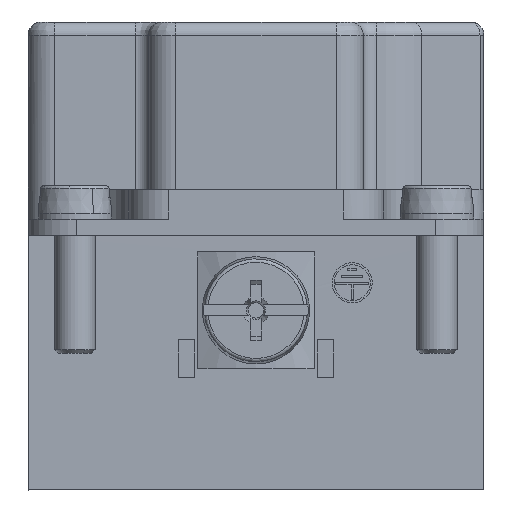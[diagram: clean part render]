
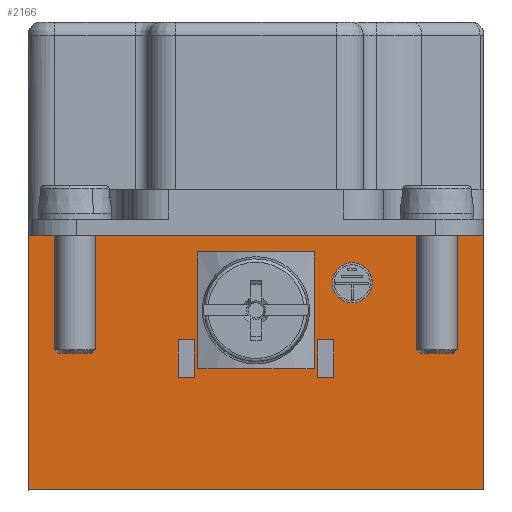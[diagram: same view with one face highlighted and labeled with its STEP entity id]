
A CAD part, front view. The second image highlights one B-rep face of the part: STEP entity #2166.
In plain terms, the highlighted planar face has unit normal (0, -1, 0).
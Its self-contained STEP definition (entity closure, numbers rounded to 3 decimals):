
#2166=ADVANCED_FACE('F1',(#8286,#8287,#8288,#8289,#8290),#3206,.F.);
#3206=PLANE('',#20330);
#3975=CIRCLE('',#20329,2.);
#4284=LINE('',#26119,#6244);
#4285=LINE('',#26122,#6245);
#4286=LINE('',#26124,#6246);
#4287=LINE('',#26126,#6247);
#4288=LINE('',#26127,#6248);
#4289=LINE('',#26130,#6249);
#4290=LINE('',#26132,#6250);
#4291=LINE('',#26134,#6251);
#4292=LINE('',#26135,#6252);
#4293=LINE('',#26138,#6253);
#4294=LINE('',#26140,#6254);
#4295=LINE('',#26142,#6255);
#6244=VECTOR('',#21577,1.);
#6245=VECTOR('',#21578,1.);
#6246=VECTOR('',#21579,1.);
#6247=VECTOR('',#21580,1.);
#6248=VECTOR('',#21581,1.);
#6249=VECTOR('',#21582,1.);
#6250=VECTOR('',#21583,1.);
#6251=VECTOR('',#21584,1.);
#6252=VECTOR('',#21585,1.);
#6253=VECTOR('',#21586,1.);
#6254=VECTOR('',#21587,1.);
#6255=VECTOR('',#21588,1.);
#8286=FACE_BOUND('',#8470,.T.);
#8287=FACE_BOUND('',#8471,.T.);
#8288=FACE_BOUND('',#8472,.T.);
#8289=FACE_BOUND('',#8473,.T.);
#8290=FACE_BOUND('',#8474,.T.);
#8470=EDGE_LOOP('',(#9649));
#8471=EDGE_LOOP('',(#9650,#9651,#9652,#9653));
#8472=EDGE_LOOP('',(#9654,#9655,#9656,#9657));
#8473=EDGE_LOOP('',(#9658,#9659,#9660,#9661));
#8474=EDGE_LOOP('',(#9662));
#9649=ORIENTED_EDGE('',*,*,#17033,.T.);
#9650=ORIENTED_EDGE('',*,*,#17034,.F.);
#9651=ORIENTED_EDGE('',*,*,#17035,.F.);
#9652=ORIENTED_EDGE('',*,*,#17036,.F.);
#9653=ORIENTED_EDGE('',*,*,#17037,.F.);
#9654=ORIENTED_EDGE('',*,*,#17038,.T.);
#9655=ORIENTED_EDGE('',*,*,#17039,.T.);
#9656=ORIENTED_EDGE('',*,*,#17040,.T.);
#9657=ORIENTED_EDGE('',*,*,#17041,.T.);
#9658=ORIENTED_EDGE('',*,*,#17042,.F.);
#9659=ORIENTED_EDGE('',*,*,#17043,.F.);
#9660=ORIENTED_EDGE('',*,*,#17044,.F.);
#9661=ORIENTED_EDGE('',*,*,#17045,.F.);
#9662=ORIENTED_EDGE('',*,*,#17046,.F.);
#15187=VERTEX_POINT('',#26118);
#15188=VERTEX_POINT('',#26120);
#15189=VERTEX_POINT('',#26121);
#15190=VERTEX_POINT('',#26123);
#15191=VERTEX_POINT('',#26125);
#15192=VERTEX_POINT('',#26128);
#15193=VERTEX_POINT('',#26129);
#15194=VERTEX_POINT('',#26131);
#15195=VERTEX_POINT('',#26133);
#15196=VERTEX_POINT('',#26136);
#15197=VERTEX_POINT('',#26137);
#15198=VERTEX_POINT('',#26139);
#15199=VERTEX_POINT('',#26141);
#15200=VERTEX_POINT('',#26156);
#17033=EDGE_CURVE('',#15187,#15187,#3975,.T.);
#17034=EDGE_CURVE('',#15188,#15189,#4284,.T.);
#17035=EDGE_CURVE('',#15190,#15188,#4285,.T.);
#17036=EDGE_CURVE('',#15191,#15190,#4286,.T.);
#17037=EDGE_CURVE('',#15189,#15191,#4287,.T.);
#17038=EDGE_CURVE('',#15192,#15193,#4288,.T.);
#17039=EDGE_CURVE('',#15193,#15194,#4289,.T.);
#17040=EDGE_CURVE('',#15194,#15195,#4290,.T.);
#17041=EDGE_CURVE('',#15195,#15192,#4291,.T.);
#17042=EDGE_CURVE('',#15196,#15197,#4292,.T.);
#17043=EDGE_CURVE('',#15198,#15196,#4293,.T.);
#17044=EDGE_CURVE('',#15199,#15198,#4294,.T.);
#17045=EDGE_CURVE('',#15197,#15199,#4295,.T.);
#17046=EDGE_CURVE('',#15200,#15200,#19773,.T.);
#19773=B_SPLINE_CURVE_WITH_KNOTS('',3,(#26143,#26144,#26145,#26146,#26147,
#26148,#26149,#26150,#26151,#26152,#26153,#26154,#26155),.UNSPECIFIED.,
 .T.,.F.,(1,3,3,3,3,3,1),(-0.25,0.,0.25,0.5,0.75,1.,1.25),.UNSPECIFIED.);
#20329=AXIS2_PLACEMENT_3D('',#26117,#21575,#21576);
#20330=AXIS2_PLACEMENT_3D('',#26157,#21589,#21590);
#21575=DIRECTION('',(0.,1.,0.));
#21576=DIRECTION('',(0.,0.,1.));
#21577=DIRECTION('',(1.,0.,0.));
#21578=DIRECTION('',(0.,0.,1.));
#21579=DIRECTION('',(-1.,0.,0.));
#21580=DIRECTION('',(0.,0.,-1.));
#21581=DIRECTION('',(1.,0.,0.));
#21582=DIRECTION('',(0.,0.,-1.));
#21583=DIRECTION('',(-1.,0.,0.));
#21584=DIRECTION('',(0.,0.,1.));
#21585=DIRECTION('',(0.,0.,-1.));
#21586=DIRECTION('',(-1.,0.,0.));
#21587=DIRECTION('',(0.,0.,1.));
#21588=DIRECTION('',(1.,0.,0.));
#21589=DIRECTION('',(0.,1.,0.));
#21590=DIRECTION('',(1.,0.,0.));
#26117=CARTESIAN_POINT('',(0.,-46.3,13.4));
#26118=CARTESIAN_POINT('',(0.,-46.3,15.4));
#26119=CARTESIAN_POINT('',(-16.,-46.3,19.));
#26120=CARTESIAN_POINT('',(-17.,-46.3,19.));
#26121=CARTESIAN_POINT('',(17.,-46.3,19.));
#26122=CARTESIAN_POINT('',(-17.,-46.3,20.2));
#26123=CARTESIAN_POINT('',(-17.,-46.3,0.));
#26124=CARTESIAN_POINT('',(-16.,-46.3,0.));
#26125=CARTESIAN_POINT('',(17.,-46.3,0.));
#26126=CARTESIAN_POINT('',(17.,-46.3,20.2));
#26127=CARTESIAN_POINT('',(-16.,-46.3,11.2));
#26128=CARTESIAN_POINT('',(-5.8,-46.3,11.2));
#26129=CARTESIAN_POINT('',(-4.6,-46.3,11.2));
#26130=CARTESIAN_POINT('',(-4.6,-46.3,20.2));
#26131=CARTESIAN_POINT('',(-4.6,-46.3,8.4));
#26132=CARTESIAN_POINT('',(-16.,-46.3,8.4));
#26133=CARTESIAN_POINT('',(-5.8,-46.3,8.4));
#26134=CARTESIAN_POINT('',(-5.8,-46.3,20.2));
#26135=CARTESIAN_POINT('',(4.6,-46.3,20.2));
#26136=CARTESIAN_POINT('',(4.6,-46.3,11.2));
#26137=CARTESIAN_POINT('',(4.6,-46.3,8.4));
#26138=CARTESIAN_POINT('',(-16.,-46.3,11.2));
#26139=CARTESIAN_POINT('',(5.8,-46.3,11.2));
#26140=CARTESIAN_POINT('',(5.8,-46.3,20.2));
#26141=CARTESIAN_POINT('',(5.8,-46.3,8.4));
#26142=CARTESIAN_POINT('',(-16.,-46.3,8.4));
#26143=CARTESIAN_POINT('',(5.675,-46.305,15.45));
#26144=CARTESIAN_POINT('',(5.675,-46.305,14.655));
#26145=CARTESIAN_POINT('',(6.381,-46.305,13.95));
#26146=CARTESIAN_POINT('',(7.175,-46.305,13.95));
#26147=CARTESIAN_POINT('',(7.969,-46.305,13.95));
#26148=CARTESIAN_POINT('',(8.675,-46.305,14.656));
#26149=CARTESIAN_POINT('',(8.675,-46.305,15.45));
#26150=CARTESIAN_POINT('',(8.675,-46.305,16.244));
#26151=CARTESIAN_POINT('',(7.969,-46.305,16.95));
#26152=CARTESIAN_POINT('',(7.175,-46.305,16.95));
#26153=CARTESIAN_POINT('',(6.381,-46.305,16.95));
#26154=CARTESIAN_POINT('',(5.675,-46.305,16.247));
#26155=CARTESIAN_POINT('',(5.675,-46.305,15.45));
#26156=CARTESIAN_POINT('',(5.675,-46.302,15.45));
#26157=CARTESIAN_POINT('',(-16.,-46.3,20.2));
